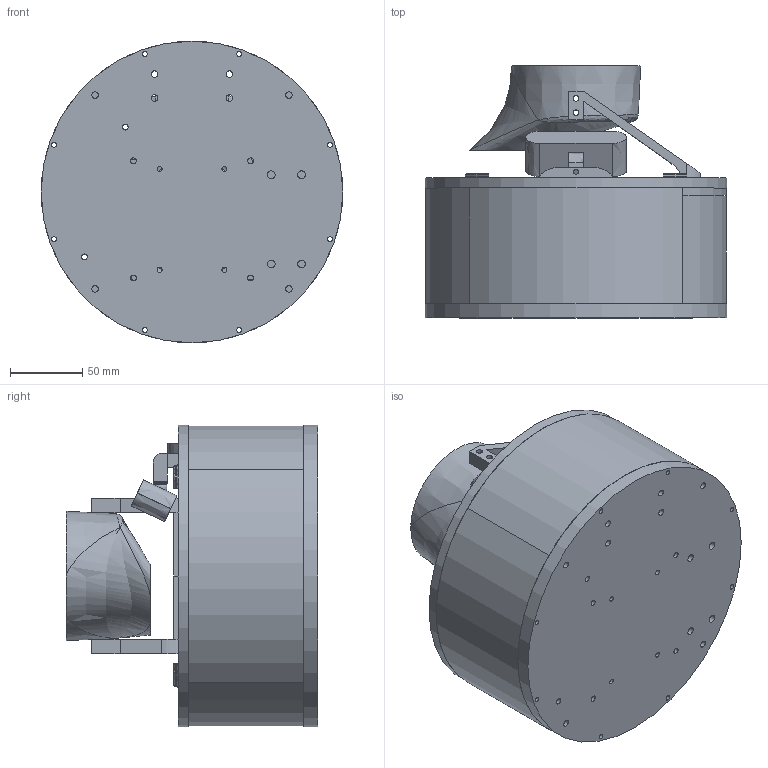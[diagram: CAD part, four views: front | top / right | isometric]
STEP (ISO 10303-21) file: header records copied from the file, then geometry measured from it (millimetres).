
FILE_DESCRIPTION(/* description */ (''),/* implementation_level */ '2;1');
FILE_NAME(/* name */ 'Pest Checker Assembly.step',/* time_stamp */ '2025-06-23T01:30:58+08:00',/* author */ (''),/* organization */ (''),/* preprocessor_version */ 'ST-DEVELOPER v20.1',/* originating_system */ 'Autodesk Translation Framework v14.10.0.0',/* authorisation */ '');
FILE_SCHEMA (('AUTOMOTIVE_DESIGN { 1 0 10303 214 3 1 1 }'));
Length unit declared in the file: millimetre
Products named in the file (41): Pest Checker Assembly; NEMA17 42-40; Cage; Support; Magnet Body; Magnet Body(Mirror) (1); Component99; Magnet Body (1); Component101; Ramp; Ramp Truss; Ramp Support; Component95; slider; LazySusan; HalfLazySusan; 6mmBearing; Bed; Spacer; Spacer(Mirror); Stepper bracket; Camera; Camera (1); _0_Tooth_Gt2_Pulley; Main Body; Component23; GT2_80_Tooth_Pulley; Cut; Hook; GT2 Idler Pulley, Configurable, Pulleys Lined Up in Assembly; GT2 Idler Pulley, Configurable_20T W6 B3 Without T; Body, GT2 Idler Pulley, Configurable_20T W6 B3 Without T; Bearing Subassy, GT2 Idler Pulley, Configurable_3 mm Bore; Bearing Subassy, GT2 Idler Pulley, Configurable_3 mm Bore_1; Bearing Outer Ring, GT2 Idler Pulley, Configurable_3 mm Bore; Bearing Inner Ring, GT2 Idler Pulley, Configurable_3 mm Bore; Bearing Seal, GT2 Idler Pulley, Configurable_3 mm Bore; Bearing Ball, GT2 Idler Pulley, Configurable_2 mm; Component76; Body, GT2 Idler Pulley, Configurable_20T W6 B3 Without T_1 ...
Assembly tree (86 placements, depth 5):
  Pest Checker Assembly
    NEMA17 42-40
    Cage
      Support
      Magnet Body
      Magnet Body(Mirror) (1)
        Component99
        Magnet Body (1)
        Component101
      Ramp
        Ramp Truss
      Ramp Support
      Component95
      slider
    LazySusan
      6mmBearing  x30
      HalfLazySusan  x2
      Bed
      Spacer
      Spacer(Mirror)
    Stepper bracket
      Camera
        Camera (1)
    _0_Tooth_Gt2_Pulley
      Main Body
      Component23
    GT2_80_Tooth_Pulley
      Cut
      Hook
    GT2 Idler Pulley, Configurable, Pulleys Lined Up in Assembly
      GT2 Idler Pulley, Configurable_20T W6 B3 Without T
        Body, GT2 Idler Pulley, Configurable_20T W6 B3 Without T
        Bearing Subassy, GT2 Idler Pulley, Configurable_3 mm Bore
          Bearing Outer Ring, GT2 Idler Pulley, Configurable_3 mm Bore
          Bearing Inner Ring, GT2 Idler Pulley, Configurable_3 mm Bore
          Bearing Seal, GT2 Idler Pulley, Configurable_3 mm Bore  x2
          Bearing Ball, GT2 Idler Pulley, Configurable_2 mm  x6
        Bearing Subassy, GT2 Idler Pulley, Configurable_3 mm Bore_1
          Bearing Outer Ring, GT2 Idler Pulley, Configurable_3 mm Bore
          Bearing Inner Ring, GT2 Idler Pulley, Configurable_3 mm Bore
          Bearing Seal, GT2 Idler Pulley, Configurable_3 mm Bore  x2
          Bearing Ball, GT2 Idler Pulley, Configurable_2 mm  x6
      Component76
      Body, GT2 Idler Pulley, Configurable_20T W6 B3 Without T_1
      Component76(Mirror)
Bounding box: 209.3 x 174.7 x 209.3 mm (x, y, z)
Volume: 1307883.1 mm3; surface area: 544658.7 mm2
Topology: 98 solids, 98 shells, 1884 faces, 4550 edges, 2861 vertices
Faces by surface type: cylinder 809, plane 802, cone 116, bspline 76, sphere 44, torus 37
Full cylindrical faces by diameter (mm): 2.459 x4, 2.8 x2, 3 x4, 3.3 x7, 3.5 x36, 4 x91, 4.1 x20, 4.5 x30, 4.76 x1, 4.826 x4, 5 x38, 5.3 x8, 5.842 x4, 6 x1, 7 x10, 8 x6, 9.144 x2, 10 x1, 12 x2, 16 x2, 18 x4, 22 x2, 30.5 x1, 35 x1, 35.6 x2, 54 x2, 55 x2, 58 x1, 147.97 x1, 209.304 x2
Entity records: 63428 total; most frequent: CARTESIAN_POINT 18425, DIRECTION 9585, ORIENTED_EDGE 8614, EDGE_CURVE 4307, AXIS2_PLACEMENT_3D 3799, VERTEX_POINT 2712, EDGE_LOOP 2247, LINE 1987
